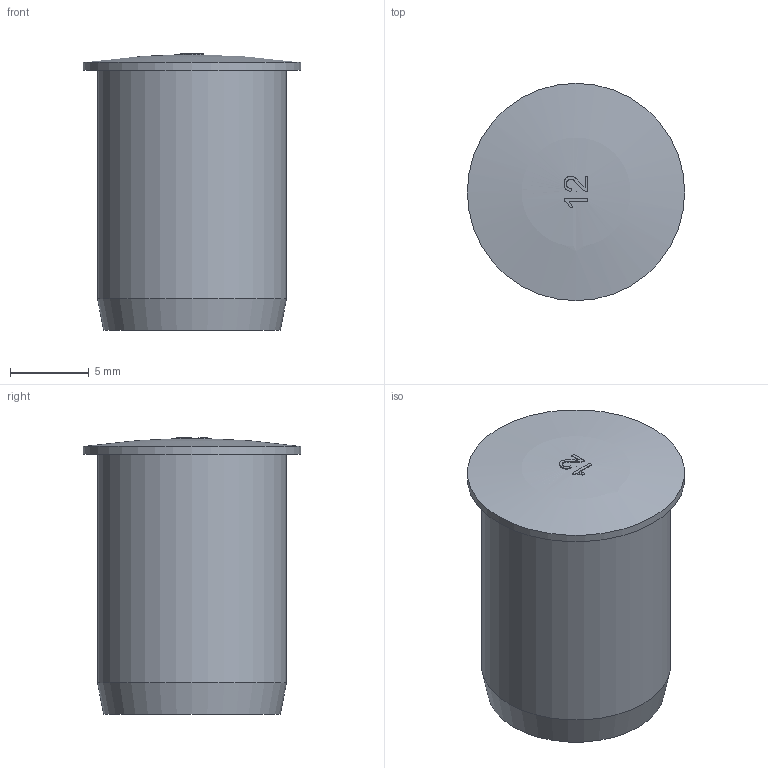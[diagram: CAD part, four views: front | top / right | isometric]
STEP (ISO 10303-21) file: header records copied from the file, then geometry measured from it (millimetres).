
FILE_DESCRIPTION(/* description */ (''),/* implementation_level */ '2;1');
FILE_NAME(/* name */ '28791_7_KDS_KES-VS_12.stp',/* time_stamp */ '2020-04-16T11:04:29+02:00',/* author */ (''),/* organization */ (''),/* preprocessor_version */ 'ST-DEVELOPER v16.7',/* originating_system */ 'SIEMENS PLM Software NX 12.0',/* authorisation */ '');
FILE_SCHEMA (('AUTOMOTIVE_DESIGN { 1 0 10303 214 3 1 1 1 }'));
Length unit declared in the file: millimetre
Products named in the file (1): 28791_7_KDS_KES-VS_12
Bounding box: 13.8 x 13.8 x 17.56 mm (x, y, z)
Volume: 1134.3 mm3; surface area: 1343.4 mm2
Topology: 1 solids, 1 shells, 29 faces, 75 edges, 50 vertices
Faces by surface type: plane 14, extrusion 10, cylinder 3, sphere 1, cone 1
Full cylindrical faces by diameter (mm): 8 x1, 12 x1, 13.8 x1
Entity records: 1062 total; most frequent: CARTESIAN_POINT 425, ORIENTED_EDGE 128, DIRECTION 101, EDGE_CURVE 64, VERTEX_POINT 45, B_SPLINE_CURVE_WITH_KNOTS 39, EDGE_LOOP 37, AXIS2_PLACEMENT_3D 36
